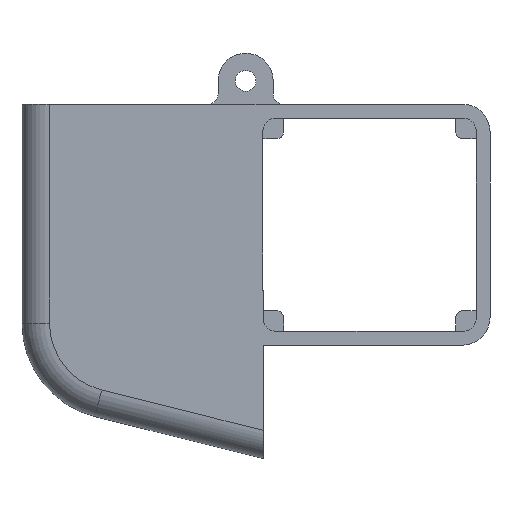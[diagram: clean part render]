
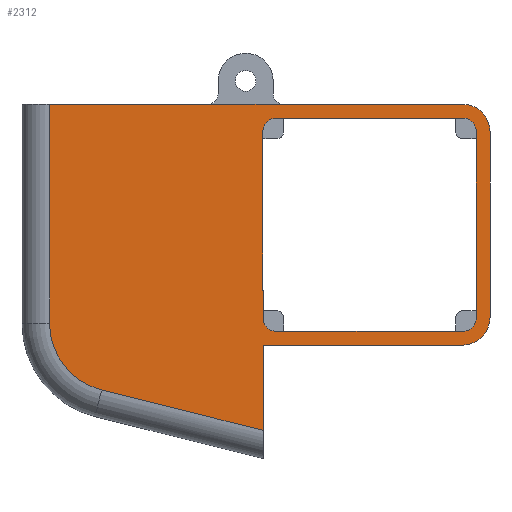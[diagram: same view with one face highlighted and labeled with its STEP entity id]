
A CAD part, front view. The second image highlights one B-rep face of the part: STEP entity #2312.
In plain terms, the highlighted planar face has unit normal (0, -1, 0).
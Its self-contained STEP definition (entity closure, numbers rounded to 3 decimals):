
#38=FACE_BOUND('',#286,.T.);
#162=FACE_OUTER_BOUND('',#285,.T.);
#285=EDGE_LOOP('',(#1927,#1928,#1929,#1930,#1931,#1932,#1933,#1934,#1935));
#286=EDGE_LOOP('',(#1936,#1937,#1938,#1939,#1940,#1941,#1942,#1943,#1944,
#1945));
#331=CIRCLE('',#2361,4.);
#382=CIRCLE('',#2475,10.);
#387=CIRCLE('',#2494,2.);
#388=CIRCLE('',#2499,4.);
#389=CIRCLE('',#2500,2.);
#390=CIRCLE('',#2501,2.);
#391=CIRCLE('',#2502,2.);
#426=LINE('',#3265,#668);
#465=LINE('',#3374,#707);
#502=LINE('',#3569,#744);
#510=LINE('',#3585,#752);
#575=LINE('',#3758,#817);
#576=LINE('',#3765,#818);
#595=LINE('',#3837,#837);
#597=LINE('',#3842,#839);
#598=LINE('',#3846,#840);
#599=LINE('',#3848,#841);
#600=LINE('',#3853,#842);
#601=LINE('',#3856,#843);
#668=VECTOR('',#2583,10.);
#707=VECTOR('',#2670,10.);
#744=VECTOR('',#2771,10.);
#752=VECTOR('',#2779,10.);
#817=VECTOR('',#2962,10.);
#818=VECTOR('',#2973,10.);
#837=VECTOR('',#3028,10.);
#839=VECTOR('',#3034,10.);
#840=VECTOR('',#3039,10.);
#841=VECTOR('',#3040,10.);
#842=VECTOR('',#3045,10.);
#843=VECTOR('',#3048,10.);
#910=VERTEX_POINT('',#3262);
#911=VERTEX_POINT('',#3264);
#921=VERTEX_POINT('',#3285);
#922=VERTEX_POINT('',#3287);
#957=VERTEX_POINT('',#3372);
#1000=VERTEX_POINT('',#3566);
#1001=VERTEX_POINT('',#3568);
#1008=VERTEX_POINT('',#3582);
#1009=VERTEX_POINT('',#3584);
#1058=VERTEX_POINT('',#3756);
#1059=VERTEX_POINT('',#3760);
#1068=VERTEX_POINT('',#3803);
#1074=VERTEX_POINT('',#3835);
#1075=VERTEX_POINT('',#3840);
#1076=VERTEX_POINT('',#3844);
#1077=VERTEX_POINT('',#3847);
#1078=VERTEX_POINT('',#3850);
#1079=VERTEX_POINT('',#3852);
#1080=VERTEX_POINT('',#3854);
#1136=EDGE_CURVE('',#910,#911,#426,.T.);
#1147=EDGE_CURVE('',#922,#921,#331,.T.);
#1192=EDGE_CURVE('',#921,#957,#465,.T.);
#1251=EDGE_CURVE('',#1001,#1000,#502,.T.);
#1259=EDGE_CURVE('',#1009,#1008,#510,.T.);
#1348=EDGE_CURVE('',#1058,#957,#575,.T.);
#1350=EDGE_CURVE('',#1059,#1058,#382,.T.);
#1352=EDGE_CURVE('',#1009,#1059,#576,.T.);
#1369=EDGE_CURVE('',#1001,#1068,#387,.T.);
#1377=EDGE_CURVE('',#1008,#1074,#595,.T.);
#1379=EDGE_CURVE('',#1000,#1075,#597,.T.);
#1380=EDGE_CURVE('',#1074,#1076,#388,.T.);
#1381=EDGE_CURVE('',#1076,#922,#598,.T.);
#1382=EDGE_CURVE('',#1077,#1075,#599,.T.);
#1383=EDGE_CURVE('',#911,#1077,#389,.T.);
#1384=EDGE_CURVE('',#1078,#910,#390,.T.);
#1385=EDGE_CURVE('',#1079,#1078,#600,.T.);
#1386=EDGE_CURVE('',#1080,#1079,#391,.T.);
#1387=EDGE_CURVE('',#1068,#1080,#601,.T.);
#1927=ORIENTED_EDGE('',*,*,#1352,.F.);
#1928=ORIENTED_EDGE('',*,*,#1259,.T.);
#1929=ORIENTED_EDGE('',*,*,#1377,.T.);
#1930=ORIENTED_EDGE('',*,*,#1380,.T.);
#1931=ORIENTED_EDGE('',*,*,#1381,.T.);
#1932=ORIENTED_EDGE('',*,*,#1147,.T.);
#1933=ORIENTED_EDGE('',*,*,#1192,.T.);
#1934=ORIENTED_EDGE('',*,*,#1348,.F.);
#1935=ORIENTED_EDGE('',*,*,#1350,.F.);
#1936=ORIENTED_EDGE('',*,*,#1382,.F.);
#1937=ORIENTED_EDGE('',*,*,#1383,.F.);
#1938=ORIENTED_EDGE('',*,*,#1136,.F.);
#1939=ORIENTED_EDGE('',*,*,#1384,.F.);
#1940=ORIENTED_EDGE('',*,*,#1385,.F.);
#1941=ORIENTED_EDGE('',*,*,#1386,.F.);
#1942=ORIENTED_EDGE('',*,*,#1387,.F.);
#1943=ORIENTED_EDGE('',*,*,#1369,.F.);
#1944=ORIENTED_EDGE('',*,*,#1251,.T.);
#1945=ORIENTED_EDGE('',*,*,#1379,.T.);
#2210=PLANE('',#2498);
#2312=ADVANCED_FACE('',(#162,#38),#2210,.T.);
#2361=AXIS2_PLACEMENT_3D('',#3288,#2598,#2599);
#2475=AXIS2_PLACEMENT_3D('',#3762,#2967,#2968);
#2494=AXIS2_PLACEMENT_3D('',#3804,#3019,#3020);
#2498=AXIS2_PLACEMENT_3D('',#3843,#3035,#3036);
#2499=AXIS2_PLACEMENT_3D('',#3845,#3037,#3038);
#2500=AXIS2_PLACEMENT_3D('',#3849,#3041,#3042);
#2501=AXIS2_PLACEMENT_3D('',#3851,#3043,#3044);
#2502=AXIS2_PLACEMENT_3D('',#3855,#3046,#3047);
#2583=DIRECTION('',(-1.,0.,0.));
#2598=DIRECTION('center_axis',(0.,-1.,0.));
#2599=DIRECTION('ref_axis',(1.,0.,0.));
#2670=DIRECTION('',(-1.,0.,0.));
#2771=DIRECTION('',(0.,0.,1.));
#2779=DIRECTION('',(0.,0.,1.));
#2962=DIRECTION('',(0.,0.,1.));
#2967=DIRECTION('center_axis',(0.,1.,0.));
#2968=DIRECTION('ref_axis',(-0.788,0.,-0.615));
#2973=DIRECTION('',(-0.97,0.,0.243));
#3019=DIRECTION('center_axis',(0.,-1.,0.));
#3020=DIRECTION('ref_axis',(-1.,0.,0.));
#3028=DIRECTION('',(1.,0.,0.));
#3034=DIRECTION('',(-1.,0.,0.));
#3035=DIRECTION('center_axis',(0.,-1.,0.));
#3036=DIRECTION('ref_axis',(1.,0.,0.));
#3037=DIRECTION('center_axis',(0.,-1.,0.));
#3038=DIRECTION('ref_axis',(0.,0.,-1.));
#3039=DIRECTION('',(0.,0.,1.));
#3040=DIRECTION('',(0.,0.,-1.));
#3041=DIRECTION('center_axis',(0.,-1.,0.));
#3042=DIRECTION('ref_axis',(0.,0.,1.));
#3043=DIRECTION('center_axis',(0.,-1.,0.));
#3044=DIRECTION('ref_axis',(1.,0.,0.));
#3045=DIRECTION('',(0.,0.,1.));
#3046=DIRECTION('center_axis',(0.,-1.,0.));
#3047=DIRECTION('ref_axis',(0.,0.,-1.));
#3048=DIRECTION('',(1.,0.,0.));
#3262=CARTESIAN_POINT('',(62.,-35.,31.5));
#3264=CARTESIAN_POINT('',(35.,-35.,31.5));
#3265=CARTESIAN_POINT('',(62.,-35.,31.5));
#3285=CARTESIAN_POINT('',(62.,-35.,33.5));
#3287=CARTESIAN_POINT('',(66.,-35.,29.5));
#3288=CARTESIAN_POINT('Origin',(62.,-35.,29.5));
#3372=CARTESIAN_POINT('',(2.,-35.,33.5));
#3374=CARTESIAN_POINT('',(62.,-35.,33.5));
#3566=CARTESIAN_POINT('',(33.034,-35.,6.5));
#3568=CARTESIAN_POINT('',(33.034,-35.,2.132));
#3569=CARTESIAN_POINT('',(33.034,-35.,6.5));
#3582=CARTESIAN_POINT('',(33.034,-35.,-1.5));
#3584=CARTESIAN_POINT('',(33.034,-35.,-13.876));
#3585=CARTESIAN_POINT('',(33.034,-35.,-18.));
#3756=CARTESIAN_POINT('',(2.,-35.,1.701));
#3758=CARTESIAN_POINT('',(2.,-35.,24.75));
#3760=CARTESIAN_POINT('',(9.57,-35.,-7.999));
#3762=CARTESIAN_POINT('Origin',(12.,-35.,1.701));
#3765=CARTESIAN_POINT('',(37.276,-35.,-14.939));
#3803=CARTESIAN_POINT('',(35.,-35.,0.5));
#3804=CARTESIAN_POINT('Origin',(35.,-35.,2.5));
#3835=CARTESIAN_POINT('',(62.,-35.,-1.5));
#3837=CARTESIAN_POINT('',(35.,-35.,-1.5));
#3840=CARTESIAN_POINT('',(33.,-35.,6.5));
#3842=CARTESIAN_POINT('',(28.834,-35.,6.5));
#3843=CARTESIAN_POINT('Origin',(48.5,-35.,16.));
#3844=CARTESIAN_POINT('',(66.,-35.,2.5));
#3845=CARTESIAN_POINT('Origin',(62.,-35.,2.5));
#3846=CARTESIAN_POINT('',(66.,-35.,2.5));
#3847=CARTESIAN_POINT('',(33.,-35.,29.5));
#3848=CARTESIAN_POINT('',(33.,-35.,29.5));
#3849=CARTESIAN_POINT('Origin',(35.,-35.,29.5));
#3850=CARTESIAN_POINT('',(64.,-35.,29.5));
#3851=CARTESIAN_POINT('Origin',(62.,-35.,29.5));
#3852=CARTESIAN_POINT('',(64.,-35.,2.5));
#3853=CARTESIAN_POINT('',(64.,-35.,29.5));
#3854=CARTESIAN_POINT('',(62.,-35.,0.5));
#3855=CARTESIAN_POINT('Origin',(62.,-35.,2.5));
#3856=CARTESIAN_POINT('',(35.,-35.,0.5));
